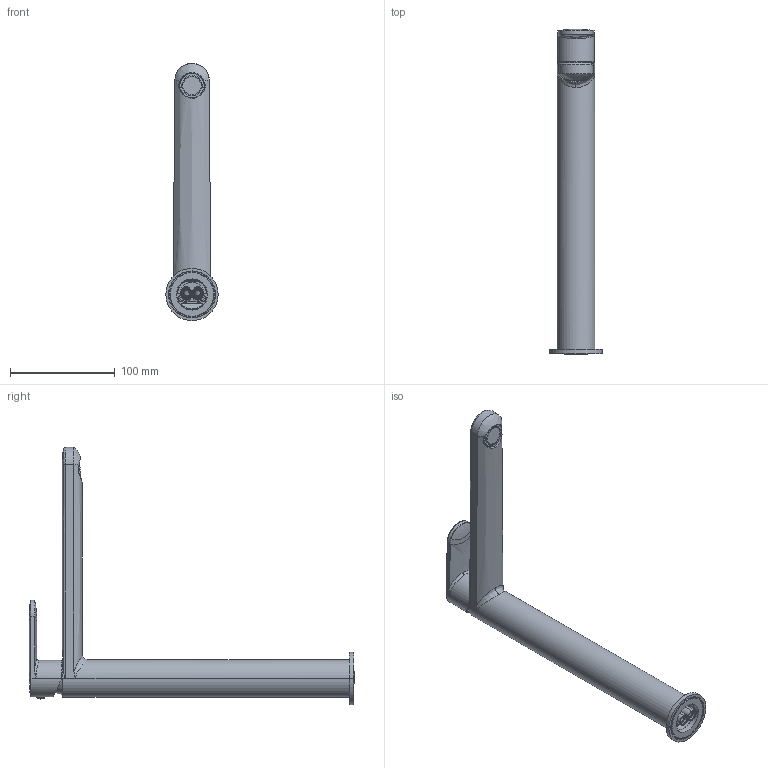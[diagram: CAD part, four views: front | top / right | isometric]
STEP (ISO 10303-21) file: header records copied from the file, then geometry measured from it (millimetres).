
FILE_DESCRIPTION((''),'2;1');
FILE_NAME('CA081CR','2021-06-10T11:32:18',('ut3'),('PAFFONI SpA'),'CREO PARAMETRIC BY PTC INC, 2020044','CREO PARAMETRIC BY PTC INC, 2020044','');
FILE_SCHEMA(('CONFIG_CONTROL_DESIGN','SHAPE_APPEARANCE_LAYERS_GROUPS'));
Length unit declared in the file: millimetre
Products named in the file (1): CA081CR
Bounding box: 50 x 311.1 x 246 mm (x, y, z)
Volume: 215203.9 mm3; surface area: 143174.9 mm2
Topology: 1 solids, 1 shells, 1109 faces, 2760 edges, 1633 vertices
Faces by surface type: cylinder 395, plane 268, bspline 184, torus 111, cone 85, sphere 66
Entity records: 59533 total; most frequent: CARTESIAN_POINT 26402, ORIENTED_EDGE 5388, DIRECTION 4959, EDGE_CURVE 2694, AXIS2_PLACEMENT_3D 2050, VERTEX_POINT 1633, FILL_AREA_STYLE_COLOUR 1216, FILL_AREA_STYLE 1216
